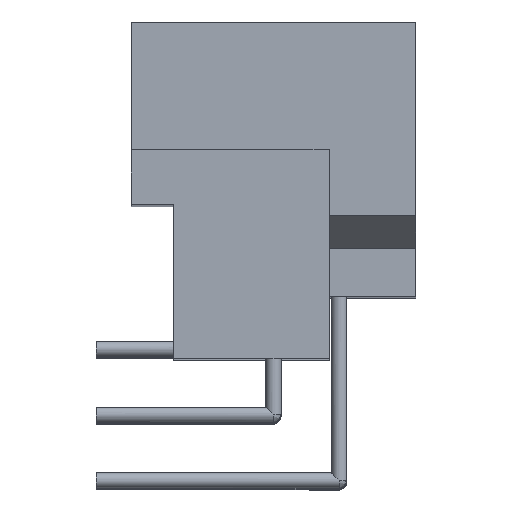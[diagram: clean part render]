
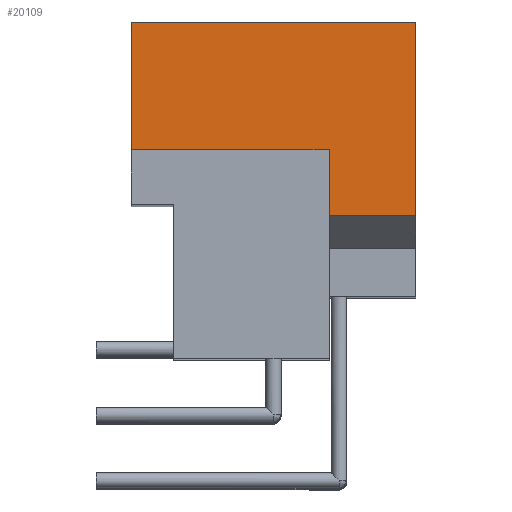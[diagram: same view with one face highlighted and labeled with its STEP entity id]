
A CAD part, top view. The second image highlights one B-rep face of the part: STEP entity #20109.
In plain terms, the highlighted planar face has unit normal (0, 0, 1).
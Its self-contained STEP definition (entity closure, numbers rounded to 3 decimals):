
#18 = LINE ( 'NONE', #14941, #17786 ) ;
#717 = DIRECTION ( 'NONE',  ( 1., 0., 0. ) ) ;
#1843 = CARTESIAN_POINT ( 'NONE',  ( -1.65, 10.6, 46.9 ) ) ;
#2028 = VERTEX_POINT ( 'NONE', #11258 ) ;
#4323 = ORIENTED_EDGE ( 'NONE', *, *, #18636, .T. ) ;
#4502 = CARTESIAN_POINT ( 'NONE',  ( -2.2, 10.6, 46.9 ) ) ;
#4601 = CARTESIAN_POINT ( 'NONE',  ( -2.2, 3.11, 46.9 ) ) ;
#5087 = VECTOR ( 'NONE', #9679, 1000. ) ;
#5479 = DIRECTION ( 'NONE',  ( 0., -1., 0. ) ) ;
#5690 = ORIENTED_EDGE ( 'NONE', *, *, #8334, .T. ) ;
#6384 = VERTEX_POINT ( 'NONE', #17316 ) ;
#6569 = ORIENTED_EDGE ( 'NONE', *, *, #10688, .F. ) ;
#7417 = EDGE_CURVE ( 'NONE', #8144, #2028, #18, .T. ) ;
#7919 = CARTESIAN_POINT ( 'NONE',  ( 9.35, 10.6, 46.9 ) ) ;
#8144 = VERTEX_POINT ( 'NONE', #10942 ) ;
#8182 = DIRECTION ( 'NONE',  ( 1., 0., 0. ) ) ;
#8334 = EDGE_CURVE ( 'NONE', #21734, #8144, #12376, .T. ) ;
#8719 = VECTOR ( 'NONE', #19567, 1000. ) ;
#9653 = LINE ( 'NONE', #4502, #5087 ) ;
#9679 = DIRECTION ( 'NONE',  ( -1., 0., 0. ) ) ;
#9714 = EDGE_LOOP ( 'NONE', ( #14172, #5690, #12754, #4323, #18145, #6569 ) ) ;
#10103 = FACE_OUTER_BOUND ( 'NONE', #9714, .T. ) ;
#10688 = EDGE_CURVE ( 'NONE', #19244, #6384, #13322, .T. ) ;
#10942 = CARTESIAN_POINT ( 'NONE',  ( -1.65, 5.65, 46.9 ) ) ;
#10975 = LINE ( 'NONE', #17506, #19582 ) ;
#11042 = DIRECTION ( 'NONE',  ( 0., 0., 1. ) ) ;
#11102 = EDGE_CURVE ( 'NONE', #11682, #6384, #12750, .T. ) ;
#11258 = CARTESIAN_POINT ( 'NONE',  ( 6., 5.65, 46.9 ) ) ;
#11547 = DIRECTION ( 'NONE',  ( 0., -1., 0. ) ) ;
#11682 = VERTEX_POINT ( 'NONE', #18768 ) ;
#12376 = LINE ( 'NONE', #13208, #20966 ) ;
#12750 = LINE ( 'NONE', #4601, #21891 ) ;
#12754 = ORIENTED_EDGE ( 'NONE', *, *, #7417, .T. ) ;
#13208 = CARTESIAN_POINT ( 'NONE',  ( -1.65, 2.746, 46.9 ) ) ;
#13318 = DIRECTION ( 'NONE',  ( 1., 0., 0. ) ) ;
#13322 = LINE ( 'NONE', #21216, #8719 ) ;
#14172 = ORIENTED_EDGE ( 'NONE', *, *, #16003, .T. ) ;
#14401 = PLANE ( 'NONE',  #15377 ) ;
#14941 = CARTESIAN_POINT ( 'NONE',  ( -2.2, 5.65, 46.9 ) ) ;
#15377 = AXIS2_PLACEMENT_3D ( 'NONE', #21318, #11042, #717 ) ;
#16003 = EDGE_CURVE ( 'NONE', #19244, #21734, #9653, .T. ) ;
#17316 = CARTESIAN_POINT ( 'NONE',  ( 9.35, 3.11, 46.9 ) ) ;
#17506 = CARTESIAN_POINT ( 'NONE',  ( 6., 2.746, 46.9 ) ) ;
#17786 = VECTOR ( 'NONE', #13318, 1000. ) ;
#18145 = ORIENTED_EDGE ( 'NONE', *, *, #11102, .T. ) ;
#18636 = EDGE_CURVE ( 'NONE', #2028, #11682, #10975, .T. ) ;
#18768 = CARTESIAN_POINT ( 'NONE',  ( 6., 3.11, 46.9 ) ) ;
#19244 = VERTEX_POINT ( 'NONE', #7919 ) ;
#19567 = DIRECTION ( 'NONE',  ( 0., -1., 0. ) ) ;
#19582 = VECTOR ( 'NONE', #5479, 1000. ) ;
#20109 = ADVANCED_FACE ( 'NONE', ( #10103 ), #14401, .T. ) ;
#20966 = VECTOR ( 'NONE', #11547, 1000. ) ;
#21216 = CARTESIAN_POINT ( 'NONE',  ( 9.35, 0., 46.9 ) ) ;
#21318 = CARTESIAN_POINT ( 'NONE',  ( -2.2, 2.746, 46.9 ) ) ;
#21734 = VERTEX_POINT ( 'NONE', #1843 ) ;
#21891 = VECTOR ( 'NONE', #8182, 1000. ) ;
